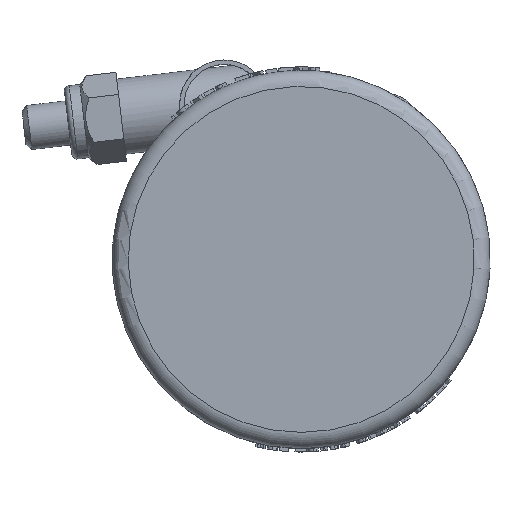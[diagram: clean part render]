
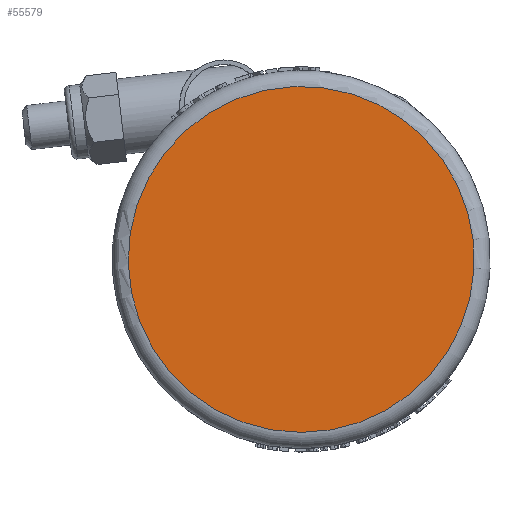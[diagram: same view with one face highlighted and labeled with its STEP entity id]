
A CAD part, top view. The second image highlights one B-rep face of the part: STEP entity #55579.
In plain terms, the highlighted face is planar.
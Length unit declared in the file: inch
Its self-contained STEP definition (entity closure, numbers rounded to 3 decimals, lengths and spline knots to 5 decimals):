
#55531=CARTESIAN_POINT('',(0.,-0.26806,0.93483));
#55532=VERTEX_POINT('',#55531);
#55533=CARTESIAN_POINT('',(0.,0.,0.0));
#55534=DIRECTION('',(1.0,0.,0.));
#55535=DIRECTION('',(0.,0.276,-0.961));
#55536=AXIS2_PLACEMENT_3D('',#55533,#55534,#55535);
#55537=CIRCLE('',#55536,0.9725);
#55538=EDGE_CURVE('',#55532,#55532,#55537,.T.);
#55571=CARTESIAN_POINT('',(0.0,0.53125,0.0));
#55572=DIRECTION('',(-1.0,0.0,0.0));
#55573=DIRECTION('',(0.0,0.0,1.0));
#55574=AXIS2_PLACEMENT_3D('',#55571,#55572,#55573);
#55575=PLANE('',#55574);
#55576=ORIENTED_EDGE('',*,*,#55538,.F.);
#55577=EDGE_LOOP('',(#55576));
#55578=FACE_OUTER_BOUND('',#55577,.T.);
#55579=ADVANCED_FACE('',(#55578),#55575,.T.);
